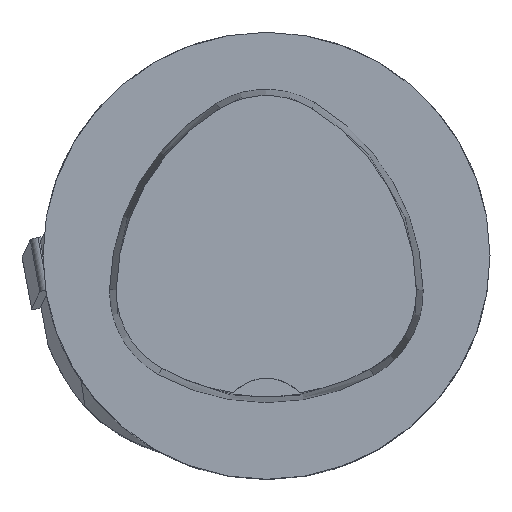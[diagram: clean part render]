
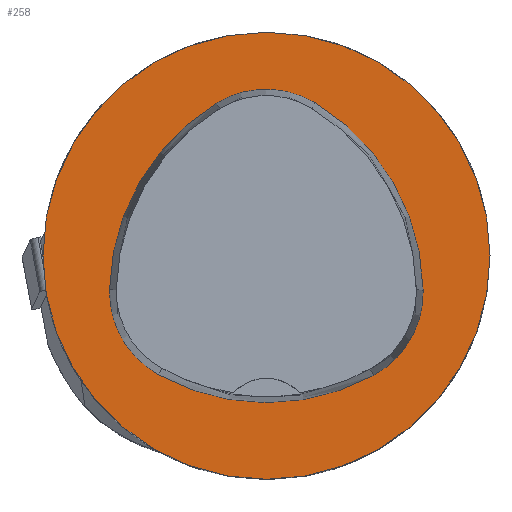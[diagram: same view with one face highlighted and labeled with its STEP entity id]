
A CAD part, top view. The second image highlights one B-rep face of the part: STEP entity #258.
In plain terms, the highlighted planar face has unit normal (0, 0, 1).
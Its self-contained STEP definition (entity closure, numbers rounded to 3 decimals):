
#258=ADVANCED_FACE('',(#523,#524),#321,.T.);
#321=PLANE('',#1521);
#523=FACE_BOUND('',#572,.T.);
#524=FACE_BOUND('',#573,.T.);
#572=EDGE_LOOP('',(#797,#798,#799,#800,#801,#802));
#573=EDGE_LOOP('',(#803));
#797=ORIENTED_EDGE('',*,*,#1234,.T.);
#798=ORIENTED_EDGE('',*,*,#1214,.T.);
#799=ORIENTED_EDGE('',*,*,#1218,.T.);
#800=ORIENTED_EDGE('',*,*,#1221,.T.);
#801=ORIENTED_EDGE('',*,*,#1224,.T.);
#802=ORIENTED_EDGE('',*,*,#1232,.T.);
#803=ORIENTED_EDGE('',*,*,#1237,.F.);
#1072=VERTEX_POINT('',#2321);
#1073=VERTEX_POINT('',#2322);
#1076=VERTEX_POINT('',#2330);
#1078=VERTEX_POINT('',#2336);
#1080=VERTEX_POINT('',#2342);
#1087=VERTEX_POINT('',#2363);
#1088=VERTEX_POINT('',#2373);
#1214=EDGE_CURVE('',#1072,#1073,#1330,.T.);
#1218=EDGE_CURVE('',#1073,#1076,#1332,.T.);
#1221=EDGE_CURVE('',#1076,#1078,#1334,.T.);
#1224=EDGE_CURVE('',#1078,#1080,#1336,.T.);
#1232=EDGE_CURVE('',#1080,#1087,#1340,.T.);
#1234=EDGE_CURVE('',#1087,#1072,#1342,.T.);
#1237=EDGE_CURVE('',#1088,#1088,#1345,.T.);
#1330=CIRCLE('',#1498,20.);
#1332=CIRCLE('',#1501,8.5);
#1334=CIRCLE('',#1504,20.);
#1336=CIRCLE('',#1507,8.5);
#1340=CIRCLE('',#1512,20.);
#1342=CIRCLE('',#1515,8.5);
#1345=CIRCLE('',#1520,20.);
#1498=AXIS2_PLACEMENT_3D('',#2320,#1768,#1769);
#1501=AXIS2_PLACEMENT_3D('',#2329,#1776,#1777);
#1504=AXIS2_PLACEMENT_3D('',#2335,#1783,#1784);
#1507=AXIS2_PLACEMENT_3D('',#2341,#1790,#1791);
#1512=AXIS2_PLACEMENT_3D('',#2364,#1802,#1803);
#1515=AXIS2_PLACEMENT_3D('',#2367,#1808,#1809);
#1520=AXIS2_PLACEMENT_3D('',#2372,#1818,#1819);
#1521=AXIS2_PLACEMENT_3D('',#2374,#1820,#1821);
#1768=DIRECTION('',(0.,0.,-1.));
#1769=DIRECTION('',(-1.,0.,0.));
#1776=DIRECTION('',(0.,0.,-1.));
#1777=DIRECTION('',(-1.,0.,0.));
#1783=DIRECTION('',(0.,0.,-1.));
#1784=DIRECTION('',(-1.,0.,0.));
#1790=DIRECTION('',(0.,0.,-1.));
#1791=DIRECTION('',(-1.,0.,0.));
#1802=DIRECTION('',(0.,0.,-1.));
#1803=DIRECTION('',(-1.,0.,0.));
#1808=DIRECTION('',(0.,0.,-1.));
#1809=DIRECTION('',(-1.,0.,0.));
#1818=DIRECTION('',(0.,0.,-1.));
#1819=DIRECTION('',(-1.,0.,0.));
#1820=DIRECTION('',(0.,0.,1.));
#1821=DIRECTION('',(1.,0.,0.));
#2320=CARTESIAN_POINT('',(5.955,-3.414,0.));
#2321=CARTESIAN_POINT('',(-14.041,-3.042,0.));
#2322=CARTESIAN_POINT('',(-4.472,13.653,0.));
#2329=CARTESIAN_POINT('',(-0.04,6.4,0.));
#2330=CARTESIAN_POINT('',(4.347,13.68,0.));
#2335=CARTESIAN_POINT('',(-5.976,-3.45,0.));
#2336=CARTESIAN_POINT('',(14.021,-3.075,0.));
#2341=CARTESIAN_POINT('',(5.522,-3.235,0.));
#2342=CARTESIAN_POINT('',(9.588,-10.699,0.));
#2363=CARTESIAN_POINT('',(-9.655,-10.639,0.));
#2364=CARTESIAN_POINT('',(0.022,6.864,0.));
#2367=CARTESIAN_POINT('',(-5.543,-3.2,0.));
#2372=CARTESIAN_POINT('',(0.,0.,
0.));
#2373=CARTESIAN_POINT('',(-20.,0.,0.));
#2374=CARTESIAN_POINT('',(0.,0.,
0.));
